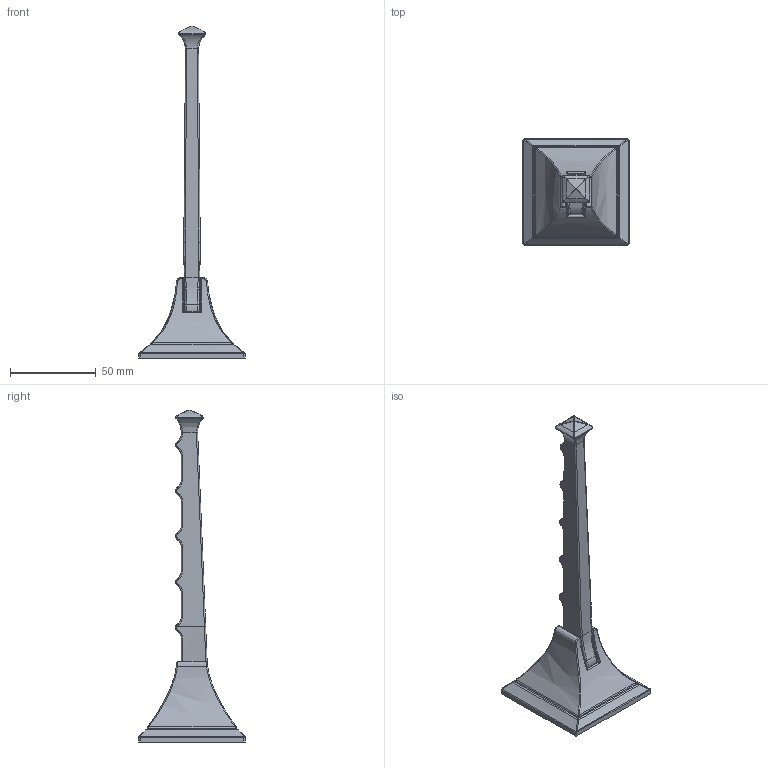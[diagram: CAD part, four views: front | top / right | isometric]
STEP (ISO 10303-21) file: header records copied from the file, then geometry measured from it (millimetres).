
FILE_DESCRIPTION((''),'2;1');
FILE_NAME('4917','2022-06-27T15:19:17',('rsmith'),(''),'CREO PARAMETRIC BY PTC INC, 2019352','CREO PARAMETRIC BY PTC INC, 2019352','');
FILE_SCHEMA(('CONFIG_CONTROL_DESIGN'));
Length unit declared in the file: inch
Products named in the file (1): 4917
Bounding box: 61.98 x 61.98 x 193.88 mm (x, y, z)
Volume: 79406.5 mm3; surface area: 19092.1 mm2
Topology: 1 solids, 1 shells, 298 faces, 699 edges, 402 vertices
Faces by surface type: bspline 172, cylinder 58, plane 35, extrusion 24, torus 8, sphere 1
Entity records: 15596 total; most frequent: CARTESIAN_POINT 9980, ORIENTED_EDGE 1398, DIRECTION 815, EDGE_CURVE 699, VERTEX_POINT 402, B_SPLINE_CURVE_WITH_KNOTS 344, AXIS2_PLACEMENT_3D 310, EDGE_LOOP 299
